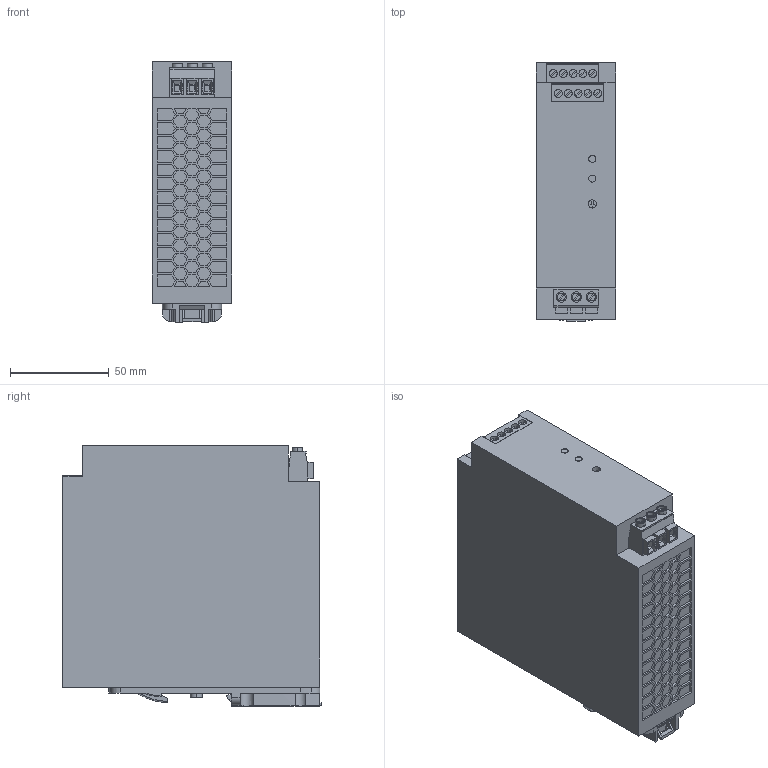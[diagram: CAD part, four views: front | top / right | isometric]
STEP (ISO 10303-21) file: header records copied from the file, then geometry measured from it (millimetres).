
FILE_DESCRIPTION(('Creo Elements/Direct Modeling STEP Export'),'2;1');
FILE_NAME('model.stp','2018-03-22T15:23:34',(''),(''),'Creo Elements/Direct Modeling STEP processor for AP214 (Solid Model)','Creo Elements/Direct Modeling 18.1I 14-Aug-2016 (C) Parametric Technology GmbH','');
FILE_SCHEMA(('AUTOMOTIVE_DESIGN { 1 0 10303 214 1 1 1 1 }'));
Length unit declared in the file: millimetre
Products named in the file (2): QUINT_PS_1AC_24DC_5-select
Assembly tree (1 placements, depth 2):
  QUINT_PS_1AC_24DC_5-select
    QUINT_PS_1AC_24DC_5-select
Bounding box: 40 x 130.7 x 131.6 mm (x, y, z)
Volume: 629570.5 mm3; surface area: 59340.9 mm2
Topology: 1 solids, 1 shells, 1328 faces, 3449 edges, 2292 vertices
Faces by surface type: plane 1231, cylinder 93, bspline 4
Entity records: 50665 total; most frequent: CARTESIAN_POINT 7455, ORIENTED_EDGE 6898, DIRECTION 6188, EDGE_CURVE 3449, VECTOR 3190, LINE 3190, VERTEX_POINT 2292, AXIS2_PLACEMENT_3D 1499
